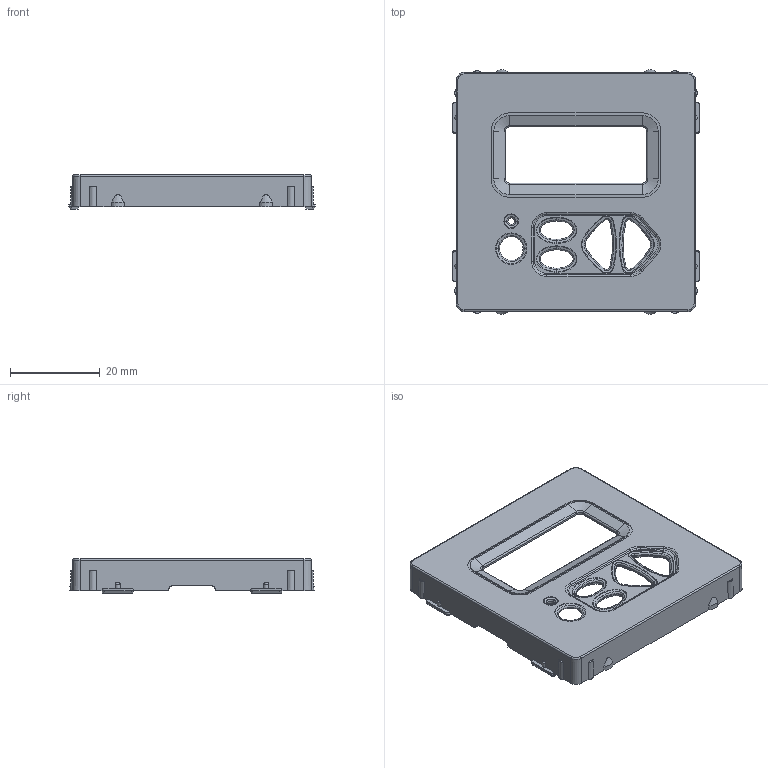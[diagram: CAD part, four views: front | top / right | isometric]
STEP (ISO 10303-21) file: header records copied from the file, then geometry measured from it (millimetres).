
FILE_DESCRIPTION(('CATIA V5 STEP Exchange','CAx-IF Rec.Pracs.--- Model Styling and Organization---1.4--- 2014-01-23'),'2;1');
FILE_NAME('755440_AllCATPart.stp','2020-02-20T10:42:11+00:00',('none'),('none'),'CATIA Version 5-6 Release 2017 SP3','CATIA V5 STEP AP214','none');
FILE_SCHEMA(('AUTOMOTIVE_DESIGN { 1 0 10303 214 1 1 1 1 }'));
Products named in the file (1): 755442_AllCATPart
Bounding box: 54.8 x 54.4 x 7.6 mm (x, y, z)
Volume: 4481 mm3; surface area: 7661 mm2
Topology: 1 solids, 1 shells, 2138 faces, 6102 edges, 4012 vertices
Faces by surface type: plane 1867, cylinder 81, torus 72, cone 68, bspline 30, extrusion 20
Entity records: 71071 total; most frequent: CARTESIAN_POINT 17518, ORIENTED_EDGE 12204, DIRECTION 8175, EDGE_CURVE 6102, VERTEX_POINT 4012, VECTOR 3971, LINE 3951, AXIS2_PLACEMENT_3D 2249
